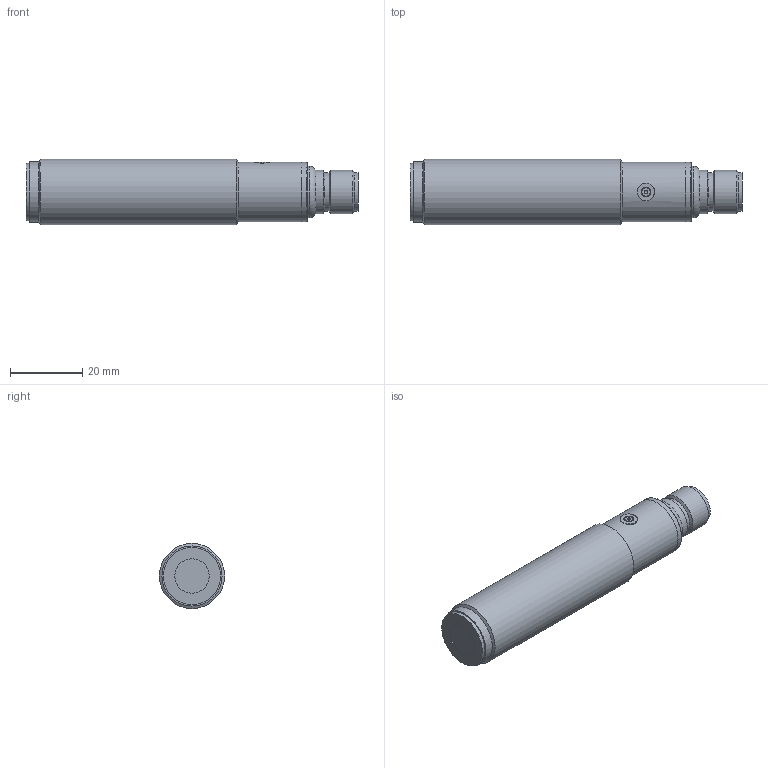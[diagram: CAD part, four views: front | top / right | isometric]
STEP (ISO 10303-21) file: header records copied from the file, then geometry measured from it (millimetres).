
FILE_DESCRIPTION( ( 'Unknown' ), '1' );
FILE_NAME( 'UK1A_0E_fig.stp', 'Unknown', ( 'Unknown' ), ( 'Unknown' ), 'PSStep 17.0.49', 'Unknown', ' ' );
FILE_SCHEMA( ( 'AUTOMOTIVE_DESIGN { 1 0 10303 214 1 1 1 1 }' ) );
Length unit declared in the file: millimetre
Products named in the file (7): Assem1; -oa0
Assembly tree (6 placements, depth 2):
  Assem1
    -oa0
    -oa0
    -oa0
    -oa0
    -oa0
    -oa0
Bounding box: 91.6 x 18 x 18 mm (x, y, z)
Volume: 19698.7 mm3; surface area: 6889.4 mm2
Topology: 6 solids, 6 shells, 63 faces, 129 edges, 77 vertices
Faces by surface type: cylinder 24, plane 21, cone 11, sphere 4, torus 3
Full cylindrical faces by diameter (mm): 1 x4, 2.3 x1, 2.7 x2, 4.7 x1, 4.8 x1, 7 x2, 8.3 x1, 9.5 x1, 10.5 x2, 12 x2, 14.2 x1, 15.8 x1, 16.4 x2, 16.6 x1, 18 x1
Entity records: 1481 total; most frequent: CARTESIAN_POINT 267, DIRECTION 266, ORIENTED_EDGE 140, AXIS2_PLACEMENT_3D 129, EDGE_LOOP 111, FACE_OUTER_BOUND 89, EDGE_CURVE 70, VERTEX_POINT 64
